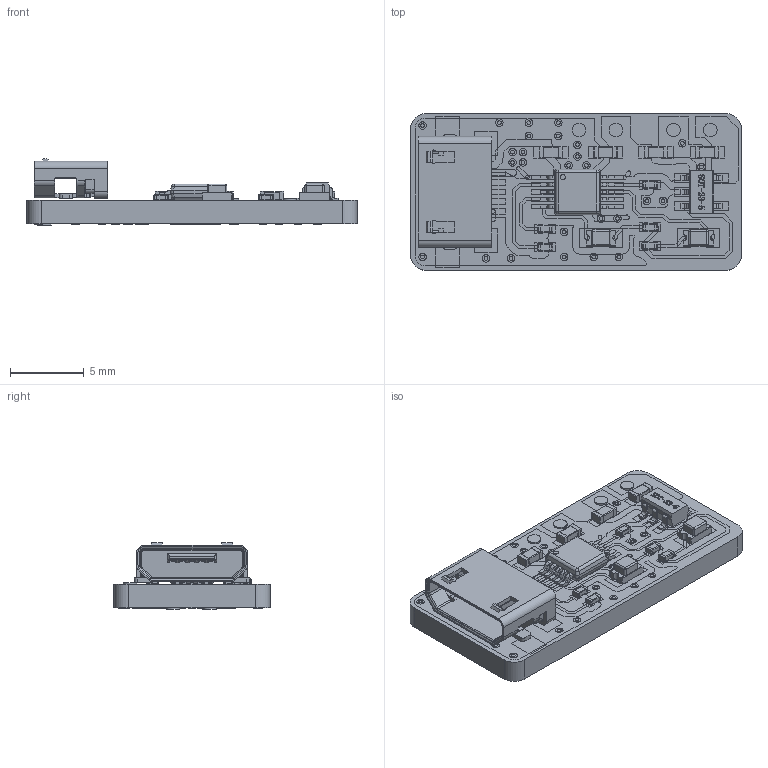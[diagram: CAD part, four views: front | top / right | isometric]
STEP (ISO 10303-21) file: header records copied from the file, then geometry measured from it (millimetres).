
FILE_DESCRIPTION(/* description */ ('PCB Design'),/* implementation_level */ '2;1');
FILE_NAME(/* name */ 'HY_BQ24090_V10',/* time_stamp */ '2020-12-17T17:34:14+08:00',/* author */ (''),/* organization */ (''),/* preprocessor_version */ 'ST-DEVELOPER v16',/* originating_system */ 'allegro_17.2S067',/* authorisation */ '');
FILE_SCHEMA (('AUTOMOTIVE_DESIGN { 1 0 10303 214 3 1 1 }'));
Length unit declared in the file: millimetre
Products named in the file (49): HY_BQ24090_V10; BOARD_OUTLINE; EXTERNAL COPPER; TOP; PADS_TOP; CIRCLE_50801; CIRCLE_75001; RECT_8000X80001; RECT_9000X130001; RECT_6000X50001; RECT_11000X60001; RECT_4000X160001; RECT_16000X180001; RECT_15000X160001; RECT_3000X160001; RECT_16000X190001; TRACES_TOP; SHAPES_TOP; SHAPE_1_VCC_BAT_4.2V; SHAPE_2_VCC_USB_5V; SHAPE_3_VCC_3.3V; SHAPE_4_GND; SHAPE_5_GND; SHAPE_6_GND; BOTTOM; PADS_BOTTOM; CIRCLE_50802; CIRCLE_75002; TRACES_BOTTOM; SHAPES_BOTTOM; SHAPE_1_VCC_USB_5V; SHAPE_2_GND; COMPONENTS; TP-0R75; C0603; LED0805; R0402; SOT23-5; USB-U-F-M5SS-W-1; HVSSOP10 ...
Assembly tree (188 placements, depth 5):
  HY_BQ24090_V10
    BOARD_OUTLINE
    EXTERNAL COPPER
      TOP
        PADS_TOP
          CIRCLE_50801  x39
          CIRCLE_75001  x4
          RECT_8000X80001  x8
          RECT_9000X130001  x4
          RECT_6000X50001  x10
          RECT_11000X60001  x5
          RECT_4000X160001  x5
          RECT_16000X180001  x2
          RECT_15000X160001  x2
          RECT_3000X160001  x10
          RECT_16000X190001
        TRACES_TOP
        SHAPES_TOP
          SHAPE_1_VCC_BAT_4.2V
          SHAPE_2_VCC_USB_5V
          SHAPE_3_VCC_3.3V
          SHAPE_4_GND
          SHAPE_5_GND
          SHAPE_6_GND
      BOTTOM
        PADS_BOTTOM
          CIRCLE_50802  x39
          CIRCLE_75002  x2
        TRACES_BOTTOM
        SHAPES_BOTTOM
          SHAPE_1_VCC_USB_5V
          SHAPE_2_GND
    COMPONENTS
      TP-0R75  x6
      C0603  x4
        User Library-cap_0603_lowprofile
      LED0805  x2
        User Library-led_0805
      R0402  x5
        User Library-Chip Resistor2
      SOT23-5
        SOT-23-5
      USB-U-F-M5SS-W-1
        User Library-micro usb SMD
      HVSSOP10
        User Library-DGQ (S-PDSO-G10)
          DGQ_Koerper
          DGQ_PIN  x10
          DGQ_THERM_PIN
Bounding box: 22.4 x 10.6 x 4.53 mm (x, y, z)
Volume: 69.9 mm3; surface area: 1405.9 mm2
Topology: 31 solids, 197 shells, 1815 faces, 4773 edges, 3001 vertices
Faces by surface type: plane 820, cylinder 670, bspline 233, sphere 80, cone 12
Entity records: 40025 total; most frequent: CARTESIAN_POINT 12069, ORIENTED_EDGE 4859, DIRECTION 4257, EDGE_CURVE 2694, VERTEX_POINT 1978, AXIS2_PLACEMENT_3D 1865, VECTOR 1798, LINE 1798
